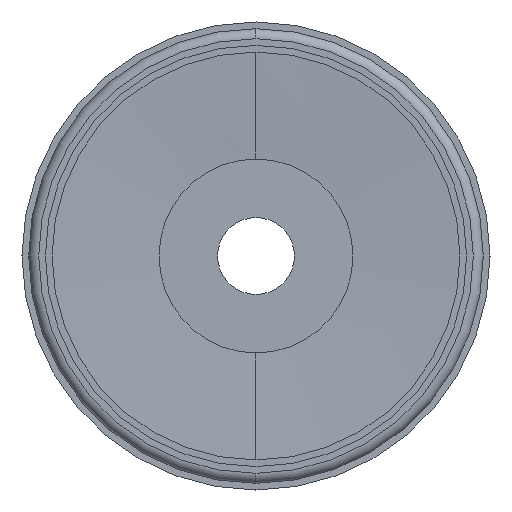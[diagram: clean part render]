
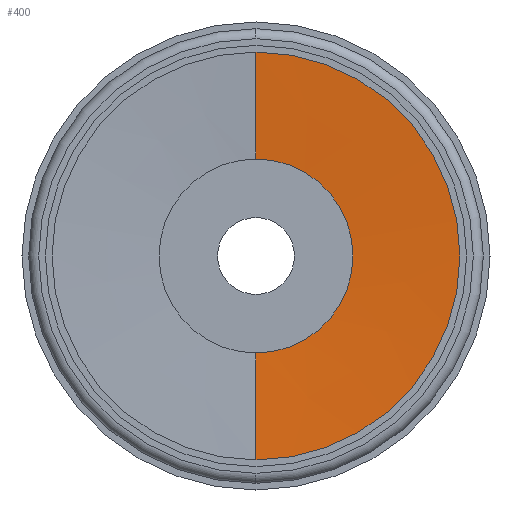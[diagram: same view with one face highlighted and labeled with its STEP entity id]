
A CAD part, left-side view. The second image highlights one B-rep face of the part: STEP entity #400.
In plain terms, the highlighted conical face has half-angle 87 degrees and reference radius 15.494 mm.
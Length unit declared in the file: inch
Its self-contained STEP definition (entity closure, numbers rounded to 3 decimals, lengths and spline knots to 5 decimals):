
#9 = CARTESIAN_POINT ( 'NONE',  ( -1.56, 0., 0. ) ) ;
#17 = VECTOR ( 'NONE', #282, 39.37008 ) ;
#33 = AXIS2_PLACEMENT_3D ( 'NONE', #263, #764, #521 ) ;
#73 = CIRCLE ( 'NONE', #33, 0.29 ) ;
#110 = ORIENTED_EDGE ( 'NONE', *, *, #630, .T. ) ;
#140 = DIRECTION ( 'NONE',  ( 0., 0., 1. ) ) ;
#149 = EDGE_CURVE ( 'NONE', #219, #614, #260, .T. ) ;
#186 = AXIS2_PLACEMENT_3D ( 'NONE', #278, #203, #140 ) ;
#203 = DIRECTION ( 'NONE',  ( -1., 0., 0. ) ) ;
#209 = ORIENTED_EDGE ( 'NONE', *, *, #257, .F. ) ;
#219 = VERTEX_POINT ( 'NONE', #733 ) ;
#252 = DIRECTION ( 'NONE',  ( -1., 0., 0. ) ) ;
#257 = EDGE_CURVE ( 'NONE', #394, #614, #345, .T. ) ;
#260 = CIRCLE ( 'NONE', #726, 0.61 ) ;
#263 = CARTESIAN_POINT ( 'NONE',  ( -1.54323, 0., 0. ) ) ;
#278 = CARTESIAN_POINT ( 'NONE',  ( -1.56, 0., 0. ) ) ;
#282 = DIRECTION ( 'NONE',  ( -0.052, 0., -0.999 ) ) ;
#298 = EDGE_CURVE ( 'NONE', #758, #394, #73, .T. ) ;
#325 = CARTESIAN_POINT ( 'NONE',  ( -1.56, 0., -0.61 ) ) ;
#333 = ORIENTED_EDGE ( 'NONE', *, *, #149, .T. ) ;
#345 = LINE ( 'NONE', #615, #355 ) ;
#355 = VECTOR ( 'NONE', #608, 39.37008 ) ;
#394 = VERTEX_POINT ( 'NONE', #594 ) ;
#400 = ADVANCED_FACE ( 'NONE', ( #770 ), #407, .F. ) ;
#407 = CONICAL_SURFACE ( 'NONE', #186, 0.61, 1.518 ) ;
#521 = DIRECTION ( 'NONE',  ( 0., 0., 1. ) ) ;
#545 = ORIENTED_EDGE ( 'NONE', *, *, #298, .F. ) ;
#588 = LINE ( 'NONE', #325, #17 ) ;
#594 = CARTESIAN_POINT ( 'NONE',  ( -1.54323, 0., 0.29 ) ) ;
#608 = DIRECTION ( 'NONE',  ( -0.052, 0., 0.999 ) ) ;
#614 = VERTEX_POINT ( 'NONE', #714 ) ;
#615 = CARTESIAN_POINT ( 'NONE',  ( -1.56, 0., 0.61 ) ) ;
#630 = EDGE_CURVE ( 'NONE', #758, #219, #588, .T. ) ;
#633 = DIRECTION ( 'NONE',  ( 0., 0., 1. ) ) ;
#714 = CARTESIAN_POINT ( 'NONE',  ( -1.56, 0., 0.61 ) ) ;
#726 = AXIS2_PLACEMENT_3D ( 'NONE', #9, #252, #633 ) ;
#733 = CARTESIAN_POINT ( 'NONE',  ( -1.56, 0., -0.61 ) ) ;
#742 = EDGE_LOOP ( 'NONE', ( #545, #110, #333, #209 ) ) ;
#743 = CARTESIAN_POINT ( 'NONE',  ( -1.54323, 0., -0.29 ) ) ;
#758 = VERTEX_POINT ( 'NONE', #743 ) ;
#764 = DIRECTION ( 'NONE',  ( -1., 0., 0. ) ) ;
#770 = FACE_OUTER_BOUND ( 'NONE', #742, .T. ) ;
